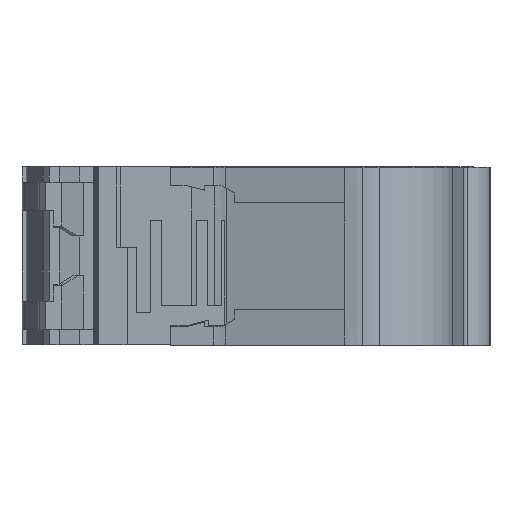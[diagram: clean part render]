
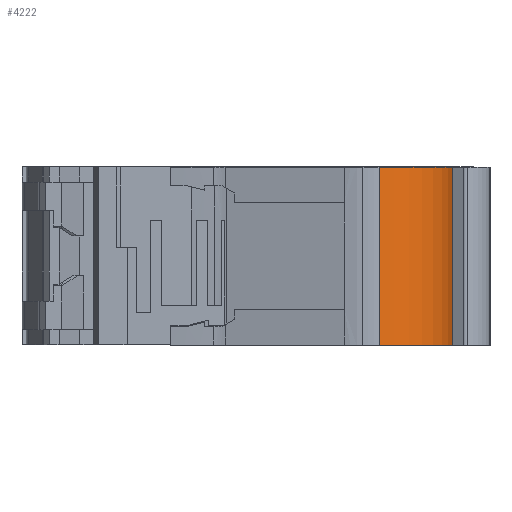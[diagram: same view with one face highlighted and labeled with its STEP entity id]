
A CAD part, front view. The second image highlights one B-rep face of the part: STEP entity #4222.
In plain terms, the highlighted cylindrical face has radius 6.816 mm (diameter 13.632 mm), a partial arc.
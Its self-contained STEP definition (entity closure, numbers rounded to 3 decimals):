
#34 = VERTEX_POINT ( 'NONE', #6129 ) ;
#778 = DIRECTION ( 'NONE',  ( 0., -1., 0. ) ) ;
#779 = CARTESIAN_POINT ( 'NONE',  ( 20.262, 2.803, -0.545 ) ) ;
#878 = LINE ( 'NONE', #10248, #14569 ) ;
#1252 = CYLINDRICAL_SURFACE ( 'NONE', #7242, 6.816 ) ;
#1647 = DIRECTION ( 'NONE',  ( 0., -1., 0. ) ) ;
#2035 = VERTEX_POINT ( 'NONE', #12314 ) ;
#2047 = CARTESIAN_POINT ( 'NONE',  ( 20.262, 2.803, -0.545 ) ) ;
#2088 = AXIS2_PLACEMENT_3D ( 'NONE', #12903, #7744, #6741 ) ;
#2387 = DIRECTION ( 'NONE',  ( 0., 0., 1. ) ) ;
#3018 = CARTESIAN_POINT ( 'NONE',  ( 13.549, 3.983, 12.005 ) ) ;
#3590 = AXIS2_PLACEMENT_3D ( 'NONE', #3018, #2387, #1647 ) ;
#3719 = ORIENTED_EDGE ( 'NONE', *, *, #12939, .T. ) ;
#4222 = ADVANCED_FACE ( 'NONE', ( #7962 ), #1252, .T. ) ;
#4495 = EDGE_CURVE ( 'NONE', #15180, #16458, #10518, .T. ) ;
#4512 = CARTESIAN_POINT ( 'NONE',  ( 13.549, 3.983, -9.033 ) ) ;
#4556 = EDGE_LOOP ( 'NONE', ( #13456, #3719, #11614, #7043 ) ) ;
#5413 = DIRECTION ( 'NONE',  ( 0., 0., -1. ) ) ;
#6129 = CARTESIAN_POINT ( 'NONE',  ( 15.094, -2.655, -0.545 ) ) ;
#6741 = DIRECTION ( 'NONE',  ( 0., -1., 0. ) ) ;
#7043 = ORIENTED_EDGE ( 'NONE', *, *, #4495, .F. ) ;
#7242 = AXIS2_PLACEMENT_3D ( 'NONE', #4512, #9157, #778 ) ;
#7744 = DIRECTION ( 'NONE',  ( 0., 0., 1. ) ) ;
#7962 = FACE_OUTER_BOUND ( 'NONE', #4556, .T. ) ;
#9157 = DIRECTION ( 'NONE',  ( 0., 0., 1. ) ) ;
#10248 = CARTESIAN_POINT ( 'NONE',  ( 15.094, -2.655, -9.033 ) ) ;
#10518 = LINE ( 'NONE', #779, #10731 ) ;
#10572 = DIRECTION ( 'NONE',  ( 0., 0., -1. ) ) ;
#10731 = VECTOR ( 'NONE', #5413, 1000. ) ;
#11614 = ORIENTED_EDGE ( 'NONE', *, *, #16015, .T. ) ;
#12314 = CARTESIAN_POINT ( 'NONE',  ( 15.094, -2.655, 12.005 ) ) ;
#12903 = CARTESIAN_POINT ( 'NONE',  ( 13.549, 3.983, -0.545 ) ) ;
#12939 = EDGE_CURVE ( 'NONE', #2035, #34, #878, .T. ) ;
#13151 = CIRCLE ( 'NONE', #3590, 6.816 ) ;
#13456 = ORIENTED_EDGE ( 'NONE', *, *, #14620, .F. ) ;
#14569 = VECTOR ( 'NONE', #10572, 1000. ) ;
#14620 = EDGE_CURVE ( 'NONE', #2035, #15180, #13151, .T. ) ;
#14886 = CARTESIAN_POINT ( 'NONE',  ( 20.262, 2.803, 12.005 ) ) ;
#14976 = CIRCLE ( 'NONE', #2088, 6.816 ) ;
#15180 = VERTEX_POINT ( 'NONE', #14886 ) ;
#16015 = EDGE_CURVE ( 'NONE', #34, #16458, #14976, .T. ) ;
#16458 = VERTEX_POINT ( 'NONE', #2047 ) ;
